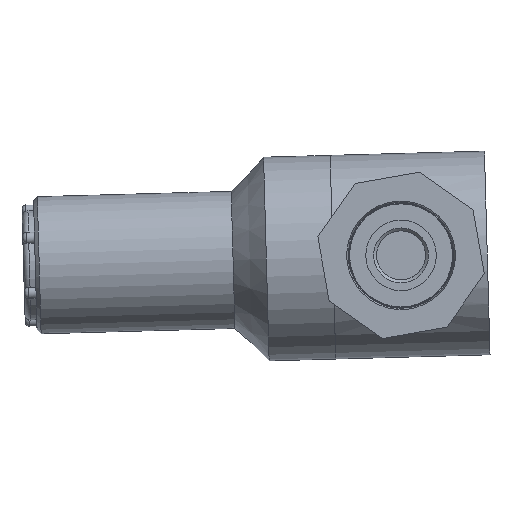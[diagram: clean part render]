
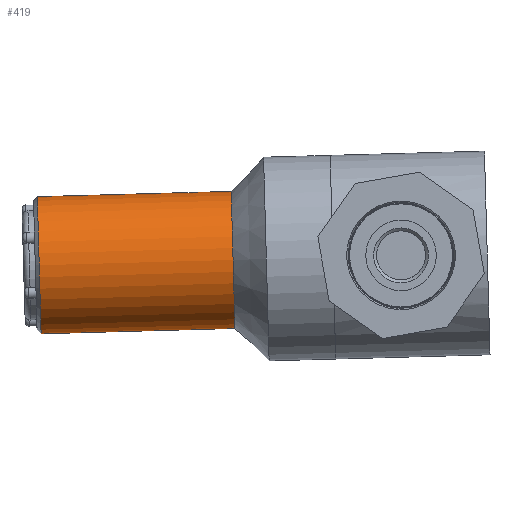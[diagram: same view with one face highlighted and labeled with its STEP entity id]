
A CAD part, left-side view. The second image highlights one B-rep face of the part: STEP entity #419.
In plain terms, the highlighted cylindrical face has radius 17.5 mm (diameter 35 mm), a full revolution.
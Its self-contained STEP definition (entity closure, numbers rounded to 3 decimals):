
#419 = ADVANCED_FACE ( 'NONE', ( #8974, #8093 ), #933, .T. ) ;
#494 = ORIENTED_EDGE ( 'NONE', *, *, #801, .T. ) ;
#801 = EDGE_CURVE ( 'NONE', #10793, #10793, #8747, .T. ) ;
#905 = AXIS2_PLACEMENT_3D ( 'NONE', #8163, #13088, #4924 ) ;
#933 = CYLINDRICAL_SURFACE ( 'NONE', #905, 17.5 ) ;
#1261 = DIRECTION ( 'NONE',  ( 0., -1., 0. ) ) ;
#1535 = CARTESIAN_POINT ( 'NONE',  ( -40.415, -31.163, 0. ) ) ;
#2882 = CARTESIAN_POINT ( 'NONE',  ( -22.915, 18.337, 17.5 ) ) ;
#4922 = VERTEX_POINT ( 'NONE', #2882 ) ;
#4924 = DIRECTION ( 'NONE',  ( -1., 0., 0. ) ) ;
#5449 = DIRECTION ( 'NONE',  ( 0., 0., 1. ) ) ;
#5582 = EDGE_CURVE ( 'NONE', #4922, #4922, #12432, .T. ) ;
#5583 = CARTESIAN_POINT ( 'NONE',  ( -22.915, 18.337, 0. ) ) ;
#5719 = AXIS2_PLACEMENT_3D ( 'NONE', #9914, #9026, #7820 ) ;
#7498 = EDGE_LOOP ( 'NONE', ( #494 ) ) ;
#7820 = DIRECTION ( 'NONE',  ( -1., 0., 0. ) ) ;
#7892 = ORIENTED_EDGE ( 'NONE', *, *, #5582, .T. ) ;
#8093 = FACE_OUTER_BOUND ( 'NONE', #7498, .T. ) ;
#8163 = CARTESIAN_POINT ( 'NONE',  ( -22.915, 19.337, 0. ) ) ;
#8747 = CIRCLE ( 'NONE', #5719, 17.5 ) ;
#8974 = FACE_OUTER_BOUND ( 'NONE', #13289, .T. ) ;
#9026 = DIRECTION ( 'NONE',  ( 0., 1., 0. ) ) ;
#9635 = AXIS2_PLACEMENT_3D ( 'NONE', #5583, #1261, #5449 ) ;
#9914 = CARTESIAN_POINT ( 'NONE',  ( -22.915, -31.163, 0. ) ) ;
#10793 = VERTEX_POINT ( 'NONE', #1535 ) ;
#12432 = CIRCLE ( 'NONE', #9635, 17.5 ) ;
#13088 = DIRECTION ( 'NONE',  ( 0., 1., 0. ) ) ;
#13289 = EDGE_LOOP ( 'NONE', ( #7892 ) ) ;
